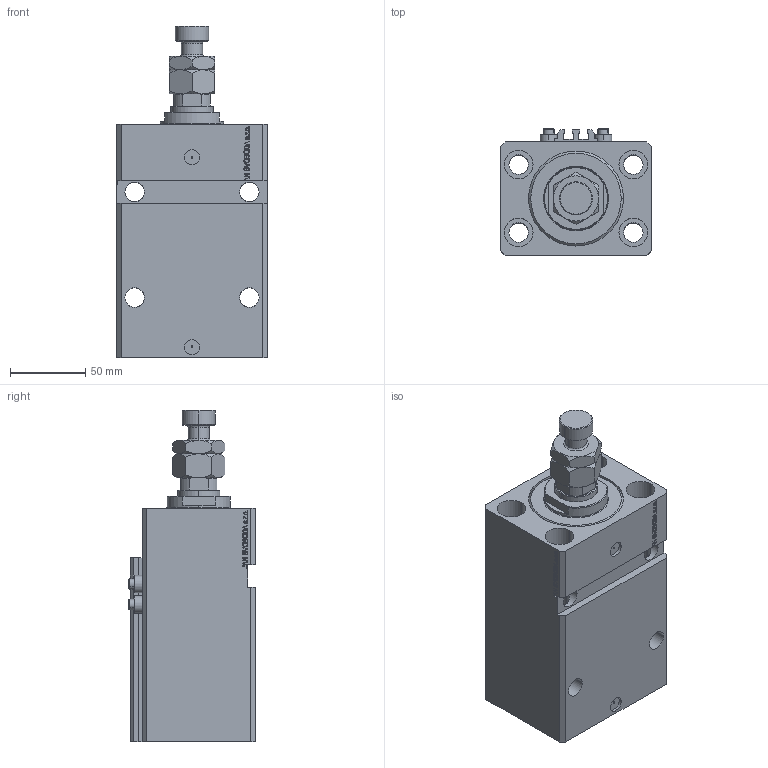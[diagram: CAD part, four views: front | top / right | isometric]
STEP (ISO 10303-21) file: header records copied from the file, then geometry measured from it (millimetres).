
FILE_DESCRIPTION (( 'STEP AP203' ), '1' );
FILE_NAME ('b454.STEP', '2023-10-07T15:15:13', ( '' ), ( '' ), 'SwSTEP 2.0', 'SolidWorks 2019', '' );
FILE_SCHEMA (( 'CONFIG_CONTROL_DESIGN' ));
Length unit declared in the file: millimetre
Products named in the file (6): ALLEN BOLT V250CE c748a18a7497d6e7e46277d67a7ce4c0; b454; V250CE_VC_E c748a18a7497d6e7e46277d67a7ce4c0; MFA c748a18a7497d6e7e46277d67a7ce4c0; V250CE_E_Body c748a18a7497d6e7e46277d67a7ce4c0; V250CE_C_VCP c748a18a7497d6e7e46277d67a7ce4c0
Assembly tree (8 placements, depth 2):
  b454
    V250CE_E_Body c748a18a7497d6e7e46277d67a7ce4c0
    ALLEN BOLT V250CE c748a18a7497d6e7e46277d67a7ce4c0  x4
    V250CE_C_VCP c748a18a7497d6e7e46277d67a7ce4c0
    V250CE_VC_E c748a18a7497d6e7e46277d67a7ce4c0
    MFA c748a18a7497d6e7e46277d67a7ce4c0
Bounding box: 100 x 84 x 220 mm (x, y, z)
Volume: 965332.2 mm3; surface area: 181504.6 mm2
Topology: 9 solids, 9 shells, 1160 faces, 2886 edges, 1853 vertices
Faces by surface type: plane 551, bspline 357, cylinder 150, cone 84, torus 18
Entity records: 49885 total; most frequent: CARTESIAN_POINT 25614, ORIENTED_EDGE 5462, DIRECTION 3653, EDGE_CURVE 2731, VERTEX_POINT 1769, LINE 1629, VECTOR 1629, EDGE_LOOP 1224
